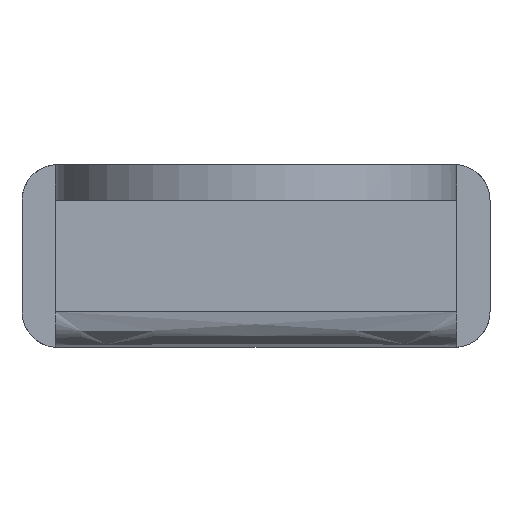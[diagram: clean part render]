
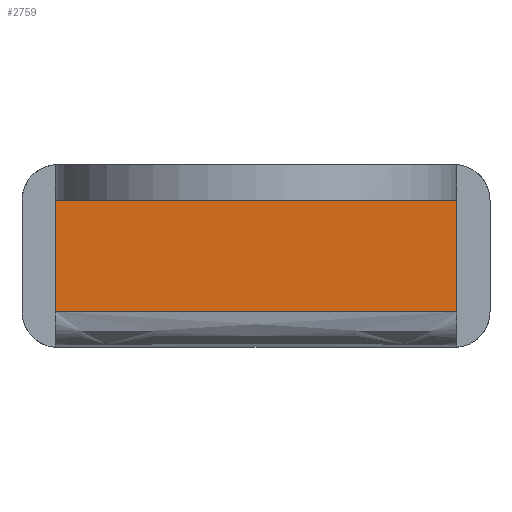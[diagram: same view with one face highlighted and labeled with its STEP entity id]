
A CAD part, left-side view. The second image highlights one B-rep face of the part: STEP entity #2759.
In plain terms, the highlighted free-form (B-spline) face has degree [1, 1] with [2, 2] control points.
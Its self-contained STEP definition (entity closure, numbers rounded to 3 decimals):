
#1347=CARTESIAN_POINT('',(-10.5,-9.,1.6));
#1348=VERTEX_POINT('',#1347);
#1362=CARTESIAN_POINT('',(-10.5,9.,1.6));
#1363=VERTEX_POINT('',#1362);
#1364=CARTESIAN_POINT('',(-10.5,9.,1.6));
#1365=CARTESIAN_POINT('',(-10.5,-9.,1.6));
#1366=QUASI_UNIFORM_CURVE('',1,(#1364,#1365),.UNSPECIFIED.,.F.,.U.);
#1367=EDGE_CURVE('',#1363,#1348,#1366,.T.);
#2594=CARTESIAN_POINT('',(-10.5,9.0,6.6));
#2595=VERTEX_POINT('',#2594);
#2601=CARTESIAN_POINT('',(-10.5,-9.0,6.6));
#2602=VERTEX_POINT('',#2601);
#2603=CARTESIAN_POINT('',(-10.5,9.0,6.6));
#2604=CARTESIAN_POINT('',(-10.5,-9.0,6.6));
#2605=QUASI_UNIFORM_CURVE('',1,(#2603,#2604),.UNSPECIFIED.,.F.,.U.);
#2606=EDGE_CURVE('',#2595,#2602,#2605,.T.);
#2740=CARTESIAN_POINT('',(-10.5,-9.899,6.85));
#2741=CARTESIAN_POINT('',(-10.5,-9.899,1.35));
#2742=CARTESIAN_POINT('',(-10.5,9.899,6.85));
#2743=CARTESIAN_POINT('',(-10.5,9.899,1.35));
#2744=B_SPLINE_SURFACE_WITH_KNOTS('',1,1,((#2740,#2742),(#2741,#2743)),.UNSPECIFIED.,.F.,.F.,.U.,(2,2),(2,2),(0.0,5.5),(0.0,19.798),.UNSPECIFIED.);
#2745=CARTESIAN_POINT('',(-10.5,9.,1.6));
#2746=CARTESIAN_POINT('',(-10.5,9.0,6.6));
#2747=QUASI_UNIFORM_CURVE('',1,(#2745,#2746),.UNSPECIFIED.,.F.,.U.);
#2748=EDGE_CURVE('',#1363,#2595,#2747,.T.);
#2749=ORIENTED_EDGE('',*,*,#2748,.F.);
#2750=ORIENTED_EDGE('',*,*,#1367,.T.);
#2751=CARTESIAN_POINT('',(-10.5,-9.,1.6));
#2752=CARTESIAN_POINT('',(-10.5,-9.0,6.6));
#2753=QUASI_UNIFORM_CURVE('',1,(#2751,#2752),.UNSPECIFIED.,.F.,.U.);
#2754=EDGE_CURVE('',#1348,#2602,#2753,.T.);
#2755=ORIENTED_EDGE('',*,*,#2754,.T.);
#2756=ORIENTED_EDGE('',*,*,#2606,.F.);
#2757=EDGE_LOOP('',(#2749,#2750,#2755,#2756));
#2758=FACE_OUTER_BOUND('',#2757,.T.);
#2759=ADVANCED_FACE('',(#2758),#2744,.F.);
